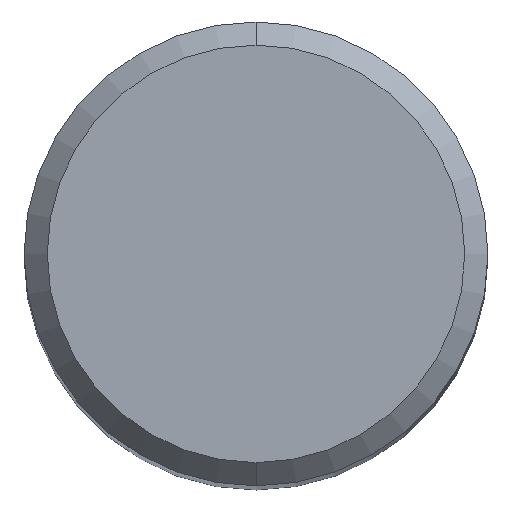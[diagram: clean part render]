
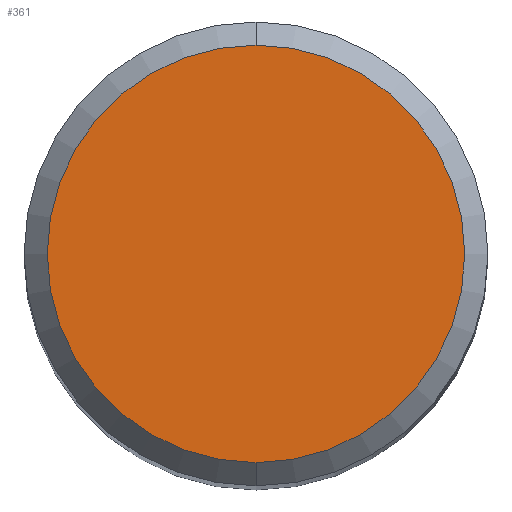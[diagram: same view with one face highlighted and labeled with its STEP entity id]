
A CAD part, top view. The second image highlights one B-rep face of the part: STEP entity #361.
In plain terms, the highlighted planar face has unit normal (0, 0, 1).
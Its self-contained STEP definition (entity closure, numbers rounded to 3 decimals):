
#263=EDGE_CURVE('',#413,#341,#564,.T.);
#341=VERTEX_POINT('',#649);
#361=ADVANCED_FACE('',(#670),#671,.T.);
#393=EDGE_CURVE('',#341,#413,#706,.T.);
#413=VERTEX_POINT('',#728);
#564=CIRCLE('',#1002,3.6);
#649=CARTESIAN_POINT('',(0.0,3.6,0.0));
#670=FACE_OUTER_BOUND('',#1248,.T.);
#671=PLANE('',#1249);
#706=CIRCLE('',#1311,3.6);
#728=CARTESIAN_POINT('',(0.,-3.6,0.0));
#1002=AXIS2_PLACEMENT_3D('',#1504,#1505,#1506);
#1248=EDGE_LOOP('',(#1609,#1610));
#1249=AXIS2_PLACEMENT_3D('',#1611,#1612,#1613);
#1311=AXIS2_PLACEMENT_3D('',#1643,#1644,#1645);
#1504=CARTESIAN_POINT('',(0.0,0.0,0.0));
#1505=DIRECTION('',(0.0,0.0,-1.0));
#1506=DIRECTION('',(0.0,1.0,0.0));
#1609=ORIENTED_EDGE('',*,*,#393,.F.);
#1610=ORIENTED_EDGE('',*,*,#263,.F.);
#1611=CARTESIAN_POINT('',(0.0,1.8,0.0));
#1612=DIRECTION('',(-0.0,0.0,1.0));
#1613=DIRECTION('',(0.0,-1.0,0.0));
#1643=CARTESIAN_POINT('',(0.0,0.0,0.0));
#1644=DIRECTION('',(0.0,0.0,-1.0));
#1645=DIRECTION('',(0.0,1.0,0.0));
